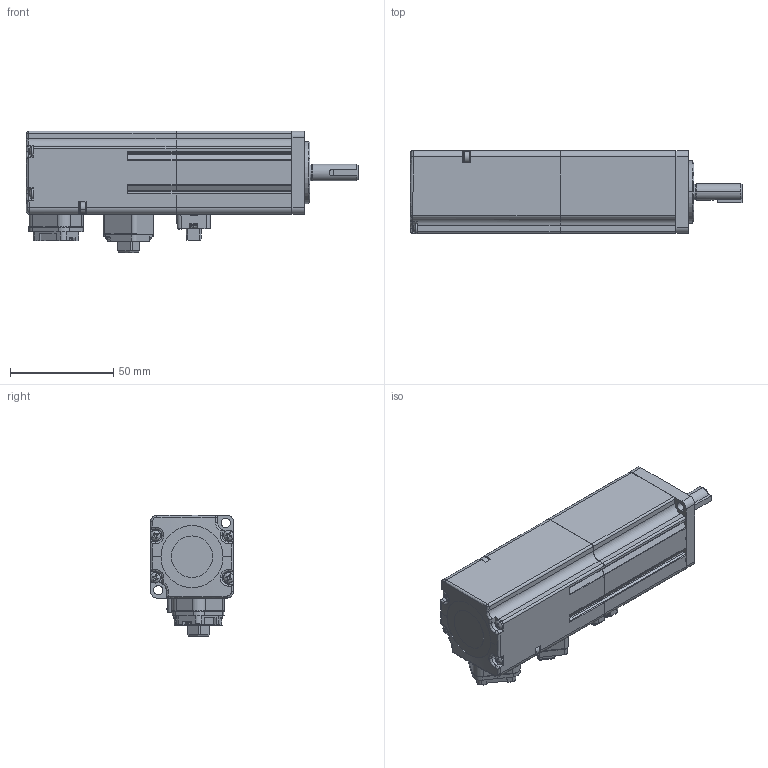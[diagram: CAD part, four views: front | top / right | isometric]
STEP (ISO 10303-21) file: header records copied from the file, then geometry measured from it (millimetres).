
FILE_DESCRIPTION (( 'STEP AP203' ), '1' );
FILE_NAME ('4611170001595.STEP', '2024-01-22T06:02:19', ( 'Windows User' ), ( 'P R C' ), 'SwSTEP 2.0', 'SolidWorks 2022', '' );
FILE_SCHEMA (( 'CONFIG_CONTROL_DESIGN' ));
Products named in the file (1): 4611170001595
Bounding box: 160.4 x 40.5 x 58.7 mm (x, y, z)
Surface area: 40286.1 mm2 (no closed solid volume)
Topology: 0 solids, 58 shells, 4039 faces, 11352 edges, 7341 vertices
Faces by surface type: plane 2235, cylinder 1288, bspline 289, cone 189, torus 24, sphere 14
Entity records: 146689 total; most frequent: CARTESIAN_POINT 47340, ORIENTED_EDGE 22011, DIRECTION 18424, EDGE_CURVE 11272, VERTEX_POINT 7337, VECTOR 6518, LINE 6518, AXIS2_PLACEMENT_3D 5953
